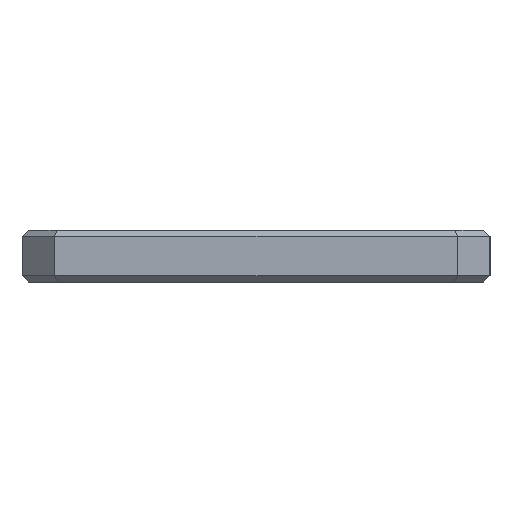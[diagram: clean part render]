
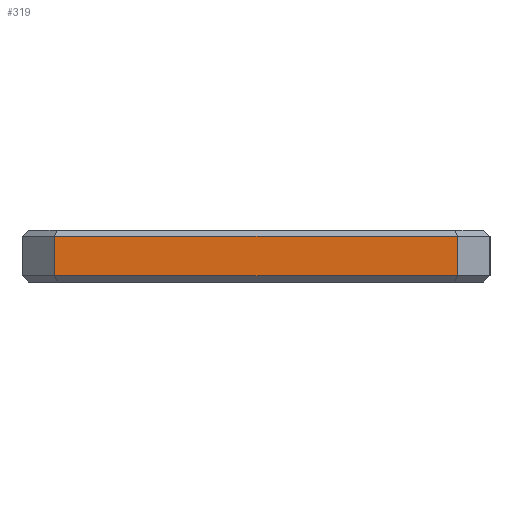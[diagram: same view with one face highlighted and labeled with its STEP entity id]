
A CAD part, left-side view. The second image highlights one B-rep face of the part: STEP entity #319.
In plain terms, the highlighted planar face has unit normal (-1, 0, 0).
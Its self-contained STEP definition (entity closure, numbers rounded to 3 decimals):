
#95 = LINE ( 'NONE', #936, #2029 ) ;
#195 = VECTOR ( 'NONE', #2167, 1000. ) ;
#252 = PLANE ( 'NONE',  #2097 ) ;
#259 = DIRECTION ( 'NONE',  ( 0., 1., 0. ) ) ;
#319 = ADVANCED_FACE ( 'NONE', ( #1084 ), #252, .F. ) ;
#348 = ORIENTED_EDGE ( 'NONE', *, *, #576, .T. ) ;
#421 = VERTEX_POINT ( 'NONE', #1134 ) ;
#576 = EDGE_CURVE ( 'NONE', #1720, #1200, #1572, .T. ) ;
#609 = DIRECTION ( 'NONE',  ( 0., 0., 1. ) ) ;
#658 = ORIENTED_EDGE ( 'NONE', *, *, #1656, .T. ) ;
#733 = DIRECTION ( 'NONE',  ( 1., 0., 0. ) ) ;
#929 = DIRECTION ( 'NONE',  ( 0., 0., -1. ) ) ;
#936 = CARTESIAN_POINT ( 'NONE',  ( 0., 31., 7. ) ) ;
#1043 = CARTESIAN_POINT ( 'NONE',  ( 0., -31., 1. ) ) ;
#1066 = VECTOR ( 'NONE', #609, 1000. ) ;
#1084 = FACE_OUTER_BOUND ( 'NONE', #2096, .T. ) ;
#1109 = ORIENTED_EDGE ( 'NONE', *, *, #1752, .T. ) ;
#1134 = CARTESIAN_POINT ( 'NONE',  ( 0., -31., 7. ) ) ;
#1200 = VERTEX_POINT ( 'NONE', #1043 ) ;
#1217 = ORIENTED_EDGE ( 'NONE', *, *, #1334, .T. ) ;
#1227 = VECTOR ( 'NONE', #1507, 1000. ) ;
#1334 = EDGE_CURVE ( 'NONE', #1200, #421, #1428, .T. ) ;
#1428 = LINE ( 'NONE', #2101, #1066 ) ;
#1490 = CARTESIAN_POINT ( 'NONE',  ( 0., 31., 1. ) ) ;
#1507 = DIRECTION ( 'NONE',  ( 0., -1., 0. ) ) ;
#1545 = CARTESIAN_POINT ( 'NONE',  ( 0., 31., 7. ) ) ;
#1572 = LINE ( 'NONE', #1713, #1227 ) ;
#1650 = LINE ( 'NONE', #1975, #195 ) ;
#1656 = EDGE_CURVE ( 'NONE', #421, #1868, #95, .T. ) ;
#1713 = CARTESIAN_POINT ( 'NONE',  ( 0., 36., 1. ) ) ;
#1720 = VERTEX_POINT ( 'NONE', #1490 ) ;
#1752 = EDGE_CURVE ( 'NONE', #1868, #1720, #1650, .T. ) ;
#1868 = VERTEX_POINT ( 'NONE', #1545 ) ;
#1902 = CARTESIAN_POINT ( 'NONE',  ( 0., 36., 8. ) ) ;
#1975 = CARTESIAN_POINT ( 'NONE',  ( 0., 31., 8. ) ) ;
#2029 = VECTOR ( 'NONE', #259, 1000. ) ;
#2096 = EDGE_LOOP ( 'NONE', ( #1109, #348, #1217, #658 ) ) ;
#2097 = AXIS2_PLACEMENT_3D ( 'NONE', #1902, #733, #929 ) ;
#2101 = CARTESIAN_POINT ( 'NONE',  ( 0., -31., 8. ) ) ;
#2167 = DIRECTION ( 'NONE',  ( 0., 0., -1. ) ) ;
